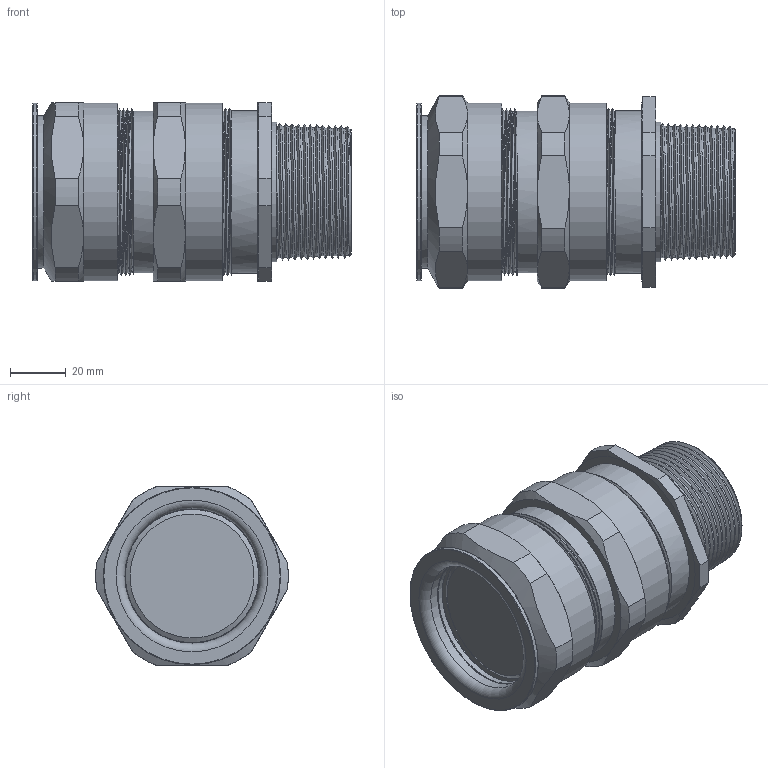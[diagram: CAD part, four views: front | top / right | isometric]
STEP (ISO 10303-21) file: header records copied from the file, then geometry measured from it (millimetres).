
FILE_DESCRIPTION(/* description */ ('ADE-4F NPT 1 1/2" Größe 11'),/* implementation_level */ '2;1');
FILE_NAME(/* name */ '00849004V1-RST.stp',/* time_stamp */ '2023-03-29T09:42:33+02:00',/* author */ ('sl'),/* organization */ (''),/* preprocessor_version */ 'ST-DEVELOPER v16.5',/* originating_system */ 'Autodesk Inventor 2017',/* authorisation */ '');
FILE_SCHEMA (('AUTOMOTIVE_DESIGN { 1 0 10303 214 3 1 1 }'));
Length unit declared in the file: millimetre
Products named in the file (9): 00849004V1; 00849004V1_1; 00849004V1_2; 00849004V1_3; 00849004V1_4; 00849004V1_5; 00849004V1_6; 00849004V1_7; 00849004V1_8
Assembly tree (8 placements, depth 2):
  00849004V1
    00849004V1_1
    00849004V1_2
    00849004V1_3
    00849004V1_4
    00849004V1_5
    00849004V1_6
    00849004V1_7
    00849004V1_8
Bounding box: 114.28 x 68.98 x 64 mm (x, y, z)
Volume: 120656.6 mm3; surface area: 100868.7 mm2
Topology: 10 solids, 10 shells, 245 faces, 537 edges, 338 vertices
Faces by surface type: cylinder 96, plane 74, cone 48, torus 17, bspline 10
Full cylindrical faces by diameter (mm): 40.83 x1, 41.1 x1, 41.2 x1, 41.9 x1, 42 x1, 44.66 x1, 45.09 x1, 45.62 x1, 46.36 x1, 47.6 x1, 47.75 x1, 48.09 x1, 48.2 x1, 48.34 x1, 48.49 x1, 49.46 x1, 49.77 x1, 50 x3, 52.09 x1, 52.26 x1, 52.54 x1, 53.2 x1, 54.06 x1, 54.55 x1, 54.8 x1, 54.95 x1, 55.6 x1, 55.8 x1, 57.94 x1, 57.97 x5
Entity records: 15130 total; most frequent: CARTESIAN_POINT 11082, DIRECTION 820, ORIENTED_EDGE 670, AXIS2_PLACEMENT_3D 392, EDGE_CURVE 333, EDGE_LOOP 321, VERTEX_POINT 248, FACE_OUTER_BOUND 205
